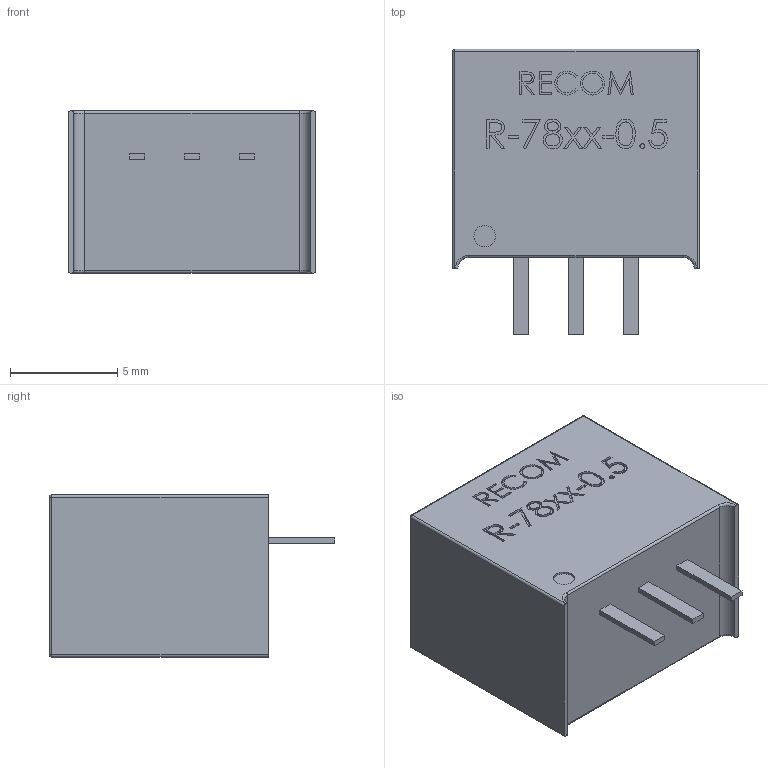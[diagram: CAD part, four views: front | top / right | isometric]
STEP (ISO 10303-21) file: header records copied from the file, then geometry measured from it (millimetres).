
FILE_DESCRIPTION (( 'STEP AP214' ), '1' );
FILE_NAME ('User Library-User Library-r-78xx-0_5-2.STEP', '2020-07-11T03:15:14', ( '' ), ( '' ), 'SwSTEP 2.0', 'SolidWorks 2020', '' );
FILE_SCHEMA (( 'AUTOMOTIVE_DESIGN' ));
Length unit declared in the file: millimetre
Products named in the file (1): User Library-User Library-r-78xx-0_5-2
Bounding box: 11.5 x 13.28 x 7.55 mm (x, y, z)
Volume: 845.2 mm3; surface area: 579.7 mm2
Topology: 1 solids, 1 shells, 231 faces, 596 edges, 388 vertices
Faces by surface type: plane 140, bspline 65, cylinder 18, torus 4, sphere 4
Entity records: 13491 total; most frequent: CARTESIAN_POINT 5717, ORIENTED_EDGE 1184, DIRECTION 836, EDGE_CURVE 592, LINE 422, VECTOR 422, VERTEX_POINT 388, EDGE_LOOP 256
